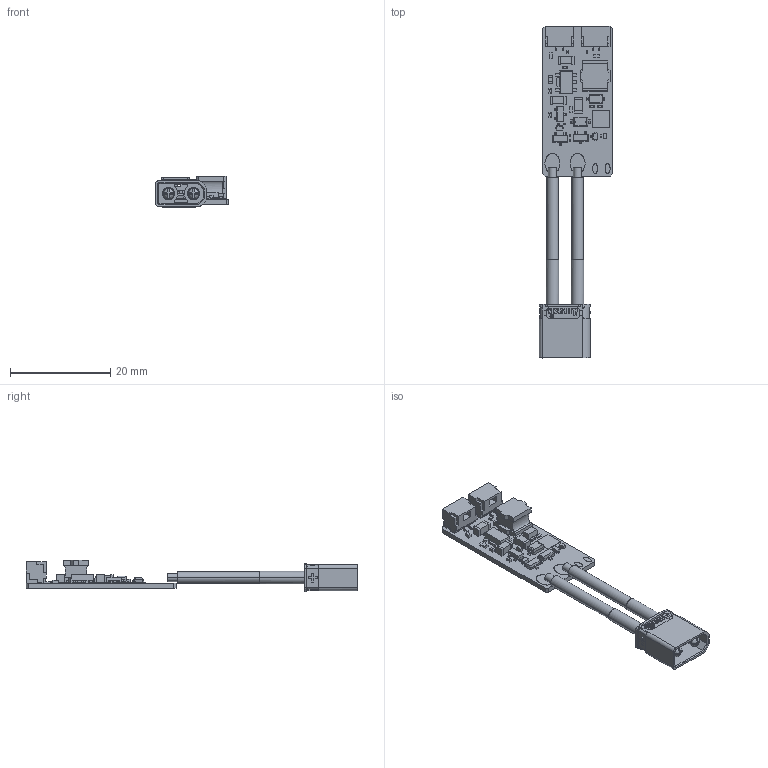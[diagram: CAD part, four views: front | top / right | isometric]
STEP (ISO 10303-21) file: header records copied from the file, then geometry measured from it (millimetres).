
FILE_DESCRIPTION (( 'STEP AP203' ), '1' );
FILE_NAME ('LED_Driver.STEP', '2020-03-13T09:16:37', ( 'a' ), ( 'Microsoft' ), 'SwSTEP 2.0', 'SolidWorks 2016', '' );
FILE_SCHEMA (( 'CONFIG_CONTROL_DESIGN' ));
Length unit declared in the file: millimetre
Products named in the file (1): LED_Driver
Bounding box: 14.61 x 66.39 x 6.25 mm (x, y, z)
Volume: 1243.8 mm3; surface area: 3013.1 mm2
Topology: 43 solids, 43 shells, 1419 faces, 3644 edges, 2403 vertices
Faces by surface type: plane 1183, cylinder 184, bspline 42, cone 10
Entity records: 45927 total; most frequent: CARTESIAN_POINT 12024, ORIENTED_EDGE 7288, DIRECTION 6261, EDGE_CURVE 3644, LINE 3063, VECTOR 3063, VERTEX_POINT 2403, AXIS2_PLACEMENT_3D 1599
